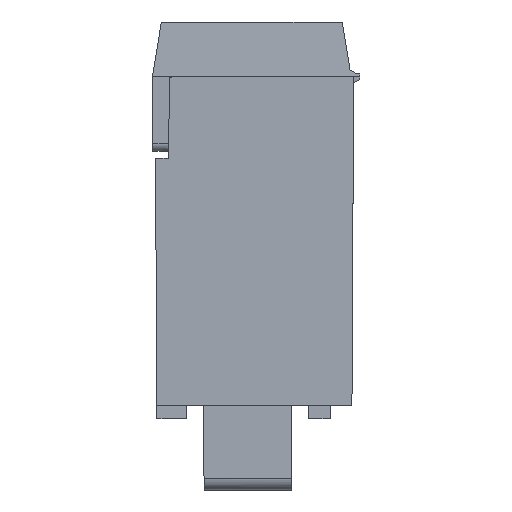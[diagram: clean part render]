
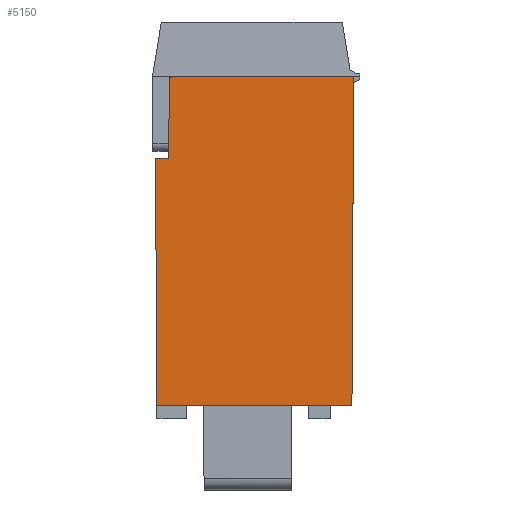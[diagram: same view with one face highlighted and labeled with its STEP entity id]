
A CAD part, left-side view. The second image highlights one B-rep face of the part: STEP entity #5150.
In plain terms, the highlighted planar face has unit normal (-1, 0, -0.004).
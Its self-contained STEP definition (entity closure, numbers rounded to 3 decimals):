
#142 = ORIENTED_EDGE ( 'NONE', *, *, #9340, .T. ) ;
#181 = CARTESIAN_POINT ( 'NONE',  ( -26.45, -6.1, 0. ) ) ;
#190 = CARTESIAN_POINT ( 'NONE',  ( -26.45, -6.1, 0. ) ) ;
#752 = VERTEX_POINT ( 'NONE', #1254 ) ;
#837 = EDGE_CURVE ( 'NONE', #8039, #5891, #3692, .T. ) ;
#1145 = DIRECTION ( 'NONE',  ( -0.003, -0.005, 1. ) ) ;
#1168 = ORIENTED_EDGE ( 'NONE', *, *, #3808, .F. ) ;
#1254 = CARTESIAN_POINT ( 'NONE',  ( -26.45, 6.003, 0. ) ) ;
#1464 = VERTEX_POINT ( 'NONE', #4591 ) ;
#1478 = DIRECTION ( 'NONE',  ( 0., -1., 0. ) ) ;
#1488 = CARTESIAN_POINT ( 'NONE',  ( -26.45, -6.1, 0. ) ) ;
#1508 = EDGE_CURVE ( 'NONE', #7407, #5591, #7982, .T. ) ;
#1816 = CARTESIAN_POINT ( 'NONE',  ( -26.45, 6.2, 0. ) ) ;
#1994 = VECTOR ( 'NONE', #1478, 1000. ) ;
#2108 = EDGE_CURVE ( 'NONE', #1464, #3715, #9296, .T. ) ;
#2185 = EDGE_CURVE ( 'NONE', #8039, #1464, #7725, .T. ) ;
#2746 = AXIS2_PLACEMENT_3D ( 'NONE', #10041, #5547, #3544 ) ;
#2758 = DIRECTION ( 'NONE',  ( -0.003, 0.005, 1. ) ) ;
#2773 = PLANE ( 'NONE',  #2746 ) ;
#2830 = FACE_OUTER_BOUND ( 'NONE', #11319, .T. ) ;
#3544 = DIRECTION ( 'NONE',  ( -0.003, 0., 1. ) ) ;
#3605 = CARTESIAN_POINT ( 'NONE',  ( -26.431, 6.295, -5.45 ) ) ;
#3692 = LINE ( 'NONE', #7656, #6821 ) ;
#3715 = VERTEX_POINT ( 'NONE', #181 ) ;
#3798 = VECTOR ( 'NONE', #10621, 1000. ) ;
#3808 = EDGE_CURVE ( 'NONE', #752, #3715, #6764, .T. ) ;
#4202 = CARTESIAN_POINT ( 'NONE',  ( -26.45, 6.003, 0. ) ) ;
#4591 = CARTESIAN_POINT ( 'NONE',  ( -26.373, -5.985, -22. ) ) ;
#4669 = ORIENTED_EDGE ( 'NONE', *, *, #2108, .T. ) ;
#4689 = ORIENTED_EDGE ( 'NONE', *, *, #5103, .F. ) ;
#4933 = ORIENTED_EDGE ( 'NONE', *, *, #837, .F. ) ;
#5103 = EDGE_CURVE ( 'NONE', #5891, #7407, #6870, .T. ) ;
#5150 = ADVANCED_FACE ( 'NONE', ( #2830 ), #2773, .T. ) ;
#5310 = DIRECTION ( 'NONE',  ( -0.003, -0.017, 1. ) ) ;
#5532 = CARTESIAN_POINT ( 'NONE',  ( -26.449, 6.203, -0.197 ) ) ;
#5547 = DIRECTION ( 'NONE',  ( -1., 0., -0.003 ) ) ;
#5591 = VERTEX_POINT ( 'NONE', #5532 ) ;
#5864 = CARTESIAN_POINT ( 'NONE',  ( -26.449, 6.203, -0.197 ) ) ;
#5891 = VERTEX_POINT ( 'NONE', #11712 ) ;
#5922 = CARTESIAN_POINT ( 'NONE',  ( -26.45, 6.119, 0. ) ) ;
#5979 = CARTESIAN_POINT ( 'NONE',  ( -26.431, 7.152, -5.45 ) ) ;
#6451 = VECTOR ( 'NONE', #5310, 1000. ) ;
#6717 = CARTESIAN_POINT ( 'NONE',  ( -26.373, -6.1, -22. ) ) ;
#6764 = LINE ( 'NONE', #1488, #9950 ) ;
#6821 = VECTOR ( 'NONE', #2758, 1000. ) ;
#6870 = LINE ( 'NONE', #5979, #1994 ) ;
#7407 = VERTEX_POINT ( 'NONE', #3605 ) ;
#7656 = CARTESIAN_POINT ( 'NONE',  ( -26.373, 7.065, -21.942 ) ) ;
#7725 = LINE ( 'NONE', #6717, #3798 ) ;
#7825 = DIRECTION ( 'NONE',  ( 0., -1., 0. ) ) ;
#7982 = LINE ( 'NONE', #1816, #6451 ) ;
#8039 = VERTEX_POINT ( 'NONE', #10571 ) ;
#8574 =( BOUNDED_CURVE ( )  B_SPLINE_CURVE ( 3, ( #4202, #5922, #9572, #5864 ),
 .UNSPECIFIED., .F., .T. ) 
 B_SPLINE_CURVE_WITH_KNOTS ( ( 4, 4 ),
 ( 3.142, 4.695 ),
 .UNSPECIFIED. ) 
 CURVE ( )  GEOMETRIC_REPRESENTATION_ITEM ( )  RATIONAL_B_SPLINE_CURVE ( ( 1., 0.809, 0.809, 1. ) ) 
 REPRESENTATION_ITEM ( '' )  );
#9296 = LINE ( 'NONE', #190, #9523 ) ;
#9340 = EDGE_CURVE ( 'NONE', #752, #5591, #8574, .T. ) ;
#9523 = VECTOR ( 'NONE', #1145, 1000. ) ;
#9572 = CARTESIAN_POINT ( 'NONE',  ( -26.45, 6.201, -0.081 ) ) ;
#9950 = VECTOR ( 'NONE', #7825, 1000. ) ;
#10041 = CARTESIAN_POINT ( 'NONE',  ( -26.45, -6.1, 0. ) ) ;
#10571 = CARTESIAN_POINT ( 'NONE',  ( -26.373, 7.065, -22. ) ) ;
#10621 = DIRECTION ( 'NONE',  ( 0., -1., 0. ) ) ;
#10991 = ORIENTED_EDGE ( 'NONE', *, *, #2185, .T. ) ;
#11222 = ORIENTED_EDGE ( 'NONE', *, *, #1508, .F. ) ;
#11319 = EDGE_LOOP ( 'NONE', ( #1168, #142, #11222, #4689, #4933, #10991, #4669 ) ) ;
#11712 = CARTESIAN_POINT ( 'NONE',  ( -26.431, 7.152, -5.45 ) ) ;
